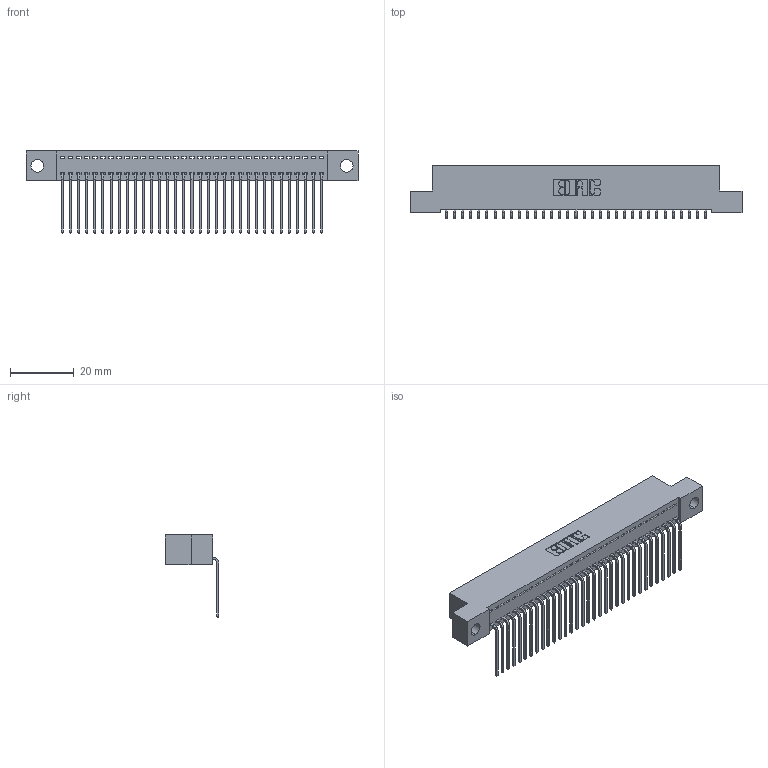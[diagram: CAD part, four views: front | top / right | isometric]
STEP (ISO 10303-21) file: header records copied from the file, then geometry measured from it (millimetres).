
FILE_DESCRIPTION (( 'STEP AP203' ), '1' );
FILE_NAME ('392-033-559-104.STEP', '2018-08-16T01:05:14', ( '' ), ( '' ), 'SwSTEP 2.0', 'SolidWorks 2016', '' );
FILE_SCHEMA (( 'CONFIG_CONTROL_DESIGN' ));
Length unit declared in the file: inch
Products named in the file (3): 342 Part_.156 TH; 345-292-001_558 559 Tail - 1; 392-033-559-104
Assembly tree (34 placements, depth 2):
  392-033-559-104
    342 Part_.156 TH
    345-292-001_558 559 Tail - 1  x33
Bounding box: 104.14 x 16.83 x 25.78 mm (x, y, z)
Volume: 9120.8 mm3; surface area: 13668.6 mm2
Topology: 34 solids, 34 shells, 2090 faces, 6305 edges, 4158 vertices
Faces by surface type: plane 1518, cylinder 572
Entity records: 21293 total; most frequent: CARTESIAN_POINT 3681, ORIENTED_EDGE 3650, DIRECTION 3123, EDGE_CURVE 1825, VECTOR 1697, LINE 1697, VERTEX_POINT 1214, AXIS2_PLACEMENT_3D 713
